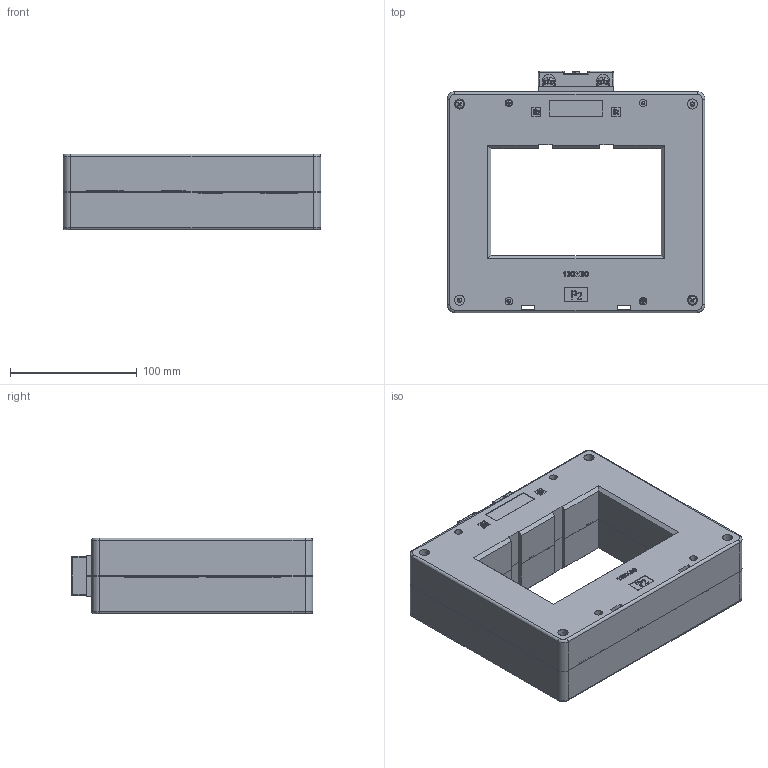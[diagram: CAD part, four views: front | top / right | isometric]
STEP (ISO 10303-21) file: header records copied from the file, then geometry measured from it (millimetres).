
FILE_DESCRIPTION (( 'STEP AP203' ), '1' );
FILE_NAME ('130-80装配体.STEP', '2025-02-28T09:07:20', ( '微软用户' ), ( '微软中国' ), 'SwSTEP 2.0', 'SolidWorks 2019', '' );
FILE_SCHEMA (( 'CONFIG_CONTROL_DESIGN' ));
Length unit declared in the file: millimetre
Products named in the file (13): cross recessed raised ctsk tapping screw gb_GB_CROSS_SCREWS_TYPE130 ST2.9X13 H C-C; 蚾饜极諉盄蹟佪; M4蹟譫-1; 諉盄啣-1; 肣И璃5x10臏-2; 130-80蚾饜极; cross recessed raised ctsk tapping screw gb_GB_CROSS_SCREWS_TYPE130 ST2.2X9.5 H C-C; K3 130-80P2; 諉盄蹟佪4; 蹟隊-1; 裔-1; K3 130-80P1
Assembly tree (21 placements, depth 3):
  130-80蚾饜极
    K3 130-80P1
    K3 130-80P2
    蚾饜极諉盄蹟佪
      諉盄啣-1
      諉盄蹟佪4
      肣И璃5x10臏-2
    蚾饜极諉盄蹟佪
      諉盄啣-1
      諉盄蹟佪4
      肣И璃5x10臏-2
    M4蹟譫-1
    裔-1
    蹟隊-1
    cross recessed raised ctsk tapping screw gb_GB_CROSS_SCREWS_TYPE130 ST2.9X13 H C-C  x4
    cross recessed raised ctsk tapping screw gb_GB_CROSS_SCREWS_TYPE130 ST2.2X9.5 H C-C  x4
Bounding box: 203.5 x 190.6 x 60 mm (x, y, z)
Volume: 327462.8 mm3; surface area: 273445.9 mm2
Topology: 19 solids, 19 shells, 1739 faces, 4465 edges, 2885 vertices
Faces by surface type: plane 938, cylinder 415, bspline 193, cone 87, torus 74, sphere 32
Entity records: 58519 total; most frequent: CARTESIAN_POINT 20820, ORIENTED_EDGE 7698, DIRECTION 6996, EDGE_CURVE 3849, VERTEX_POINT 2511, LINE 2486, VECTOR 2486, AXIS2_PLACEMENT_3D 2255
